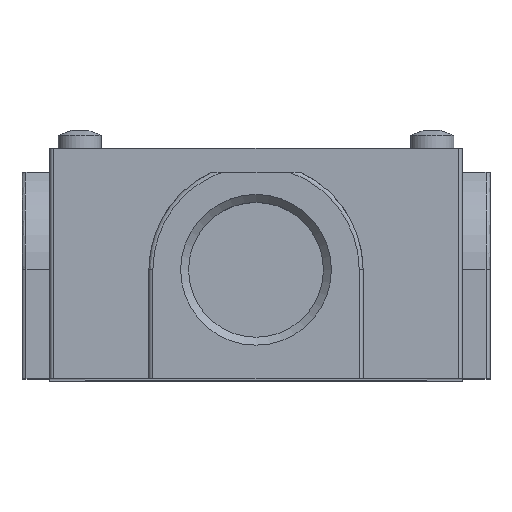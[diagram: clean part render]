
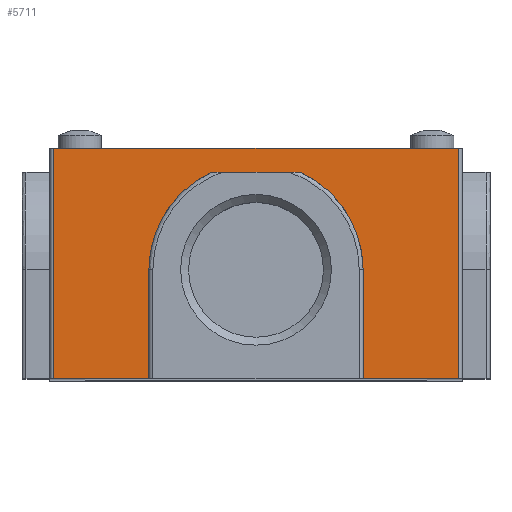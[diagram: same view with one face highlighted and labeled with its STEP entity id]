
A CAD part, top view. The second image highlights one B-rep face of the part: STEP entity #5711.
In plain terms, the highlighted face is planar.
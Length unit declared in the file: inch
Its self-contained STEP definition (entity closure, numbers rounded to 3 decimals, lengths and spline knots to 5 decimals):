
#51 = LINE ( 'NONE', #5171, #2481 ) ;
#69 = ORIENTED_EDGE ( 'NONE', *, *, #4240, .T. ) ;
#130 = EDGE_CURVE ( 'NONE', #809, #306, #4835, .T. ) ;
#152 = VERTEX_POINT ( 'NONE', #4777 ) ;
#188 = ORIENTED_EDGE ( 'NONE', *, *, #3584, .T. ) ;
#205 = FACE_OUTER_BOUND ( 'NONE', #720, .T. ) ;
#306 = VERTEX_POINT ( 'NONE', #4051 ) ;
#379 = DIRECTION ( 'NONE',  ( -1., 0., 0. ) ) ;
#432 = CARTESIAN_POINT ( 'NONE',  ( -1.53543, 0., -1.1437 ) ) ;
#470 = DIRECTION ( 'NONE',  ( 1., 0., 0. ) ) ;
#478 = CARTESIAN_POINT ( 'NONE',  ( 0.01969, 0., 0. ) ) ;
#632 = DIRECTION ( 'NONE',  ( 0., 1., 0. ) ) ;
#720 = EDGE_LOOP ( 'NONE', ( #69, #3830, #1435, #2587, #4837, #5247, #4841, #4471, #1872, #188 ) ) ;
#806 = DIRECTION ( 'NONE',  ( 0., -1., 0. ) ) ;
#809 = VERTEX_POINT ( 'NONE', #432 ) ;
#836 = VECTOR ( 'NONE', #5204, 39.37008 ) ;
#901 = CARTESIAN_POINT ( 'NONE',  ( 0., 0., -1.1437 ) ) ;
#957 = LINE ( 'NONE', #4223, #3495 ) ;
#959 = CIRCLE ( 'NONE', #1260, 0.5315 ) ;
#1260 = AXIS2_PLACEMENT_3D ( 'NONE', #3711, #2364, #4705 ) ;
#1372 = DIRECTION ( 'NONE',  ( -1., 0., 0. ) ) ;
#1418 = VERTEX_POINT ( 'NONE', #3562 ) ;
#1435 = ORIENTED_EDGE ( 'NONE', *, *, #4276, .T. ) ;
#1451 = DIRECTION ( 'NONE',  ( 0., 0., 1. ) ) ;
#1826 = DIRECTION ( 'NONE',  ( 1., 0., 0. ) ) ;
#1872 = ORIENTED_EDGE ( 'NONE', *, *, #3343, .T. ) ;
#1908 = DIRECTION ( 'NONE',  ( 0., 0., -1. ) ) ;
#1995 = VERTEX_POINT ( 'NONE', #4413 ) ;
#2364 = DIRECTION ( 'NONE',  ( 0., 1., 0. ) ) ;
#2481 = VECTOR ( 'NONE', #1826, 39.37008 ) ;
#2587 = ORIENTED_EDGE ( 'NONE', *, *, #130, .T. ) ;
#2692 = EDGE_CURVE ( 'NONE', #152, #3733, #5610, .T. ) ;
#2693 = DIRECTION ( 'NONE',  ( 0., 0., -1. ) ) ;
#2741 = EDGE_CURVE ( 'NONE', #3733, #1418, #4968, .T. ) ;
#2770 = VECTOR ( 'NONE', #3923, 39.37008 ) ;
#2783 = VECTOR ( 'NONE', #1372, 39.37008 ) ;
#2940 = CARTESIAN_POINT ( 'NONE',  ( -1.00394, 0., -0.60236 ) ) ;
#2982 = CARTESIAN_POINT ( 'NONE',  ( 2.64423, 0., -1.1437 ) ) ;
#3108 = CARTESIAN_POINT ( 'NONE',  ( -1.223, 0., -0.11811 ) ) ;
#3200 = CARTESIAN_POINT ( 'NONE',  ( 0.01969, 0., -1.15354 ) ) ;
#3227 = LINE ( 'NONE', #5072, #4079 ) ;
#3330 = CARTESIAN_POINT ( 'NONE',  ( -2.00787, 0., -1.1437 ) ) ;
#3343 = EDGE_CURVE ( 'NONE', #1418, #4282, #4398, .T. ) ;
#3495 = VECTOR ( 'NONE', #470, 39.37008 ) ;
#3562 = CARTESIAN_POINT ( 'NONE',  ( -0.47244, 0., -1.1437 ) ) ;
#3584 = EDGE_CURVE ( 'NONE', #4282, #1995, #4672, .T. ) ;
#3711 = CARTESIAN_POINT ( 'NONE',  ( -1.00394, 0., -0.60236 ) ) ;
#3733 = VERTEX_POINT ( 'NONE', #4541 ) ;
#3830 = ORIENTED_EDGE ( 'NONE', *, *, #5865, .T. ) ;
#3923 = DIRECTION ( 'NONE',  ( 1., 0., 0. ) ) ;
#4051 = CARTESIAN_POINT ( 'NONE',  ( -1.53543, 0., -0.60236 ) ) ;
#4079 = VECTOR ( 'NONE', #1908, 39.37008 ) ;
#4223 = CARTESIAN_POINT ( 'NONE',  ( 0.01969, 0., -0.11811 ) ) ;
#4240 = EDGE_CURVE ( 'NONE', #1995, #5157, #5595, .T. ) ;
#4276 = EDGE_CURVE ( 'NONE', #5510, #809, #51, .T. ) ;
#4282 = VERTEX_POINT ( 'NONE', #901 ) ;
#4398 = LINE ( 'NONE', #2982, #2770 ) ;
#4413 = CARTESIAN_POINT ( 'NONE',  ( 0., 0., 0. ) ) ;
#4460 = AXIS2_PLACEMENT_3D ( 'NONE', #3200, #806, #379 ) ;
#4471 = ORIENTED_EDGE ( 'NONE', *, *, #2741, .T. ) ;
#4541 = CARTESIAN_POINT ( 'NONE',  ( -0.47244, 0., -0.60236 ) ) ;
#4543 = VECTOR ( 'NONE', #2693, 39.37008 ) ;
#4601 = VERTEX_POINT ( 'NONE', #3108 ) ;
#4630 = EDGE_CURVE ( 'NONE', #4601, #152, #957, .T. ) ;
#4672 = LINE ( 'NONE', #5617, #5094 ) ;
#4705 = DIRECTION ( 'NONE',  ( 1., 0., 0. ) ) ;
#4777 = CARTESIAN_POINT ( 'NONE',  ( -0.78488, 0., -0.11811 ) ) ;
#4835 = LINE ( 'NONE', #5662, #836 ) ;
#4837 = ORIENTED_EDGE ( 'NONE', *, *, #5901, .T. ) ;
#4841 = ORIENTED_EDGE ( 'NONE', *, *, #2692, .T. ) ;
#4865 = PLANE ( 'NONE',  #4460 ) ;
#4968 = LINE ( 'NONE', #5970, #4543 ) ;
#5072 = CARTESIAN_POINT ( 'NONE',  ( -2.00787, 0., -1.15354 ) ) ;
#5094 = VECTOR ( 'NONE', #1451, 39.37008 ) ;
#5157 = VERTEX_POINT ( 'NONE', #5549 ) ;
#5171 = CARTESIAN_POINT ( 'NONE',  ( 2.64423, 0., -1.1437 ) ) ;
#5204 = DIRECTION ( 'NONE',  ( 0., 0., 1. ) ) ;
#5247 = ORIENTED_EDGE ( 'NONE', *, *, #4630, .T. ) ;
#5328 = DIRECTION ( 'NONE',  ( 1., 0., 0. ) ) ;
#5510 = VERTEX_POINT ( 'NONE', #3330 ) ;
#5549 = CARTESIAN_POINT ( 'NONE',  ( -2.00787, 0., 0. ) ) ;
#5595 = LINE ( 'NONE', #478, #2783 ) ;
#5610 = CIRCLE ( 'NONE', #6002, 0.5315 ) ;
#5617 = CARTESIAN_POINT ( 'NONE',  ( 0., 0., -1.15354 ) ) ;
#5662 = CARTESIAN_POINT ( 'NONE',  ( -1.53543, 0., -1.15354 ) ) ;
#5711 = ADVANCED_FACE ( 'NONE', ( #205 ), #4865, .T. ) ;
#5865 = EDGE_CURVE ( 'NONE', #5157, #5510, #3227, .T. ) ;
#5901 = EDGE_CURVE ( 'NONE', #306, #4601, #959, .T. ) ;
#5970 = CARTESIAN_POINT ( 'NONE',  ( -0.47244, 0., -1.15354 ) ) ;
#6002 = AXIS2_PLACEMENT_3D ( 'NONE', #2940, #632, #5328 ) ;
